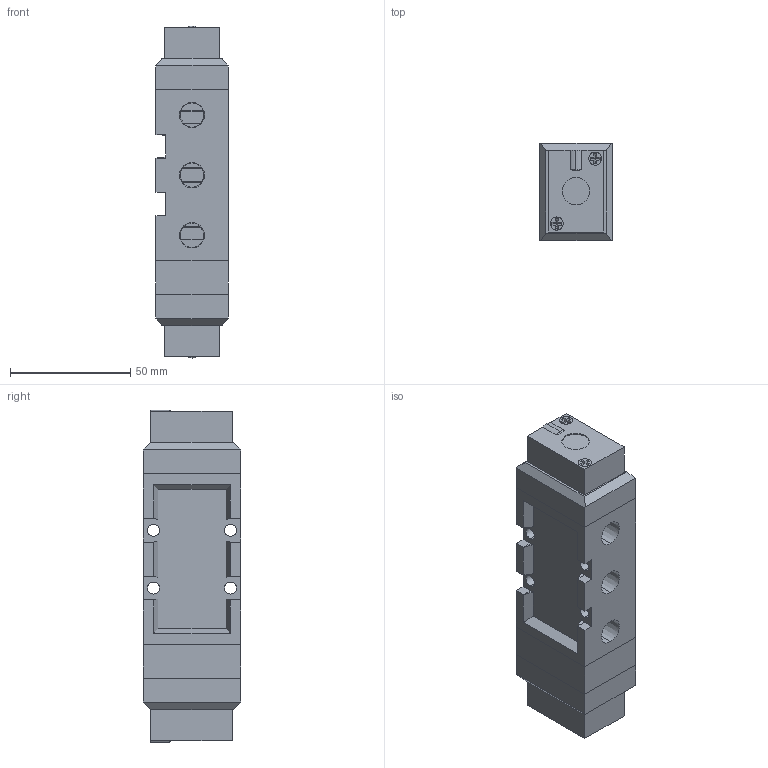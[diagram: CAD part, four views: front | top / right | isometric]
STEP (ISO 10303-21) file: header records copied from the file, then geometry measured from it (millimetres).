
FILE_DESCRIPTION (( 'STEP AP203' ), '1' );
FILE_NAME ('SNP4503.STEP', '2016-01-13T03:28:24', ( 'yrd8' ), ( 'Hewlett-Packard Company' ), 'SwSTEP 2.0', 'SolidWorks 2008', '' );
FILE_SCHEMA (( 'CONFIG_CONTROL_DESIGN' ));
Length unit declared in the file: millimetre
Products named in the file (5): SNP4503; SNP4000 Body; SNP4000 Block Guide_ル遽; SNP4000 seme  pilot_晦獄 撲薑; SNP4000 Pilot_ル遽
Assembly tree (6 placements, depth 2):
  SNP4503
    SNP4000 seme  pilot_晦獄 撲薑  x2
    SNP4000 Pilot_ル遽  x2
    SNP4000 Block Guide_ル遽
    SNP4000 Body
Bounding box: 30 x 40.5 x 138 mm (x, y, z)
Volume: 135103.8 mm3; surface area: 36476.4 mm2
Topology: 6 solids, 6 shells, 246 faces, 601 edges, 394 vertices
Faces by surface type: plane 166, cylinder 68, cone 10, torus 2
Entity records: 5760 total; most frequent: CARTESIAN_POINT 954, DIRECTION 895, ORIENTED_EDGE 856, EDGE_CURVE 428, AXIS2_PLACEMENT_3D 303, LINE 289, VECTOR 289, VERTEX_POINT 282
